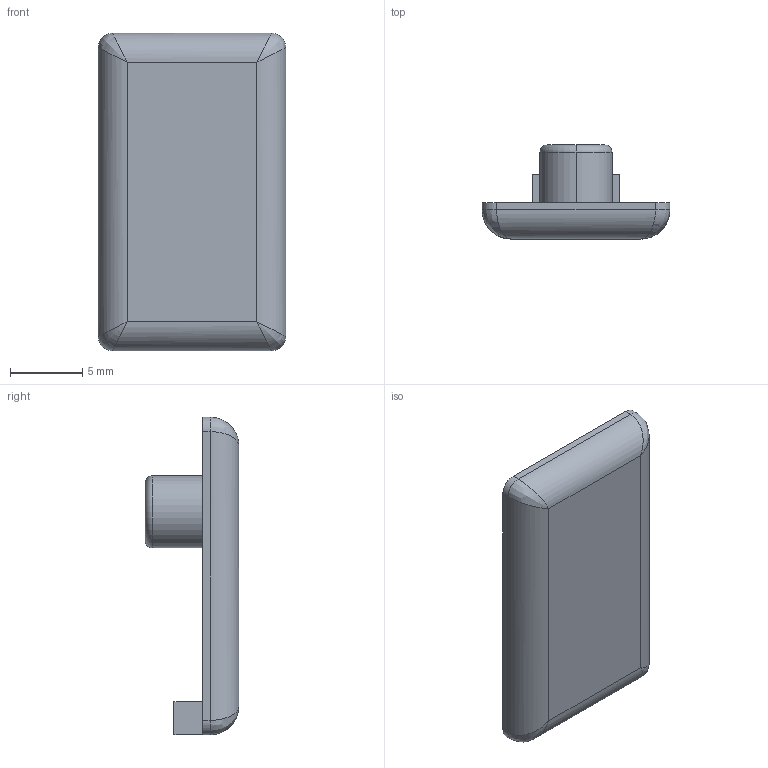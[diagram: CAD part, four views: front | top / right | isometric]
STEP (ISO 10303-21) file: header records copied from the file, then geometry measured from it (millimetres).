
FILE_DESCRIPTION (( 'STEP AP203' ), '1' );
FILE_NAME ('084.201.001.STEP', '2013-01-24T13:09:04', ( 'Alusic' ), ( 'Alusic' ), 'SwSTEP 2.0', 'SolidWorks 2011', '' );
FILE_SCHEMA (( 'CONFIG_CONTROL_DESIGN' ));
Length unit declared in the file: millimetre
Products named in the file (1): 084.201.001
Bounding box: 13 x 6.5 x 22 mm (x, y, z)
Volume: 733.5 mm3; surface area: 810.4 mm2
Topology: 1 solids, 1 shells, 30 faces, 68 edges, 38 vertices
Faces by surface type: cylinder 12, plane 12, bspline 4, torus 2
Entity records: 1021 total; most frequent: CARTESIAN_POINT 321, DIRECTION 130, ORIENTED_EDGE 128, EDGE_CURVE 64, AXIS2_PLACEMENT_3D 47, VERTEX_POINT 38, VECTOR 36, LINE 36
